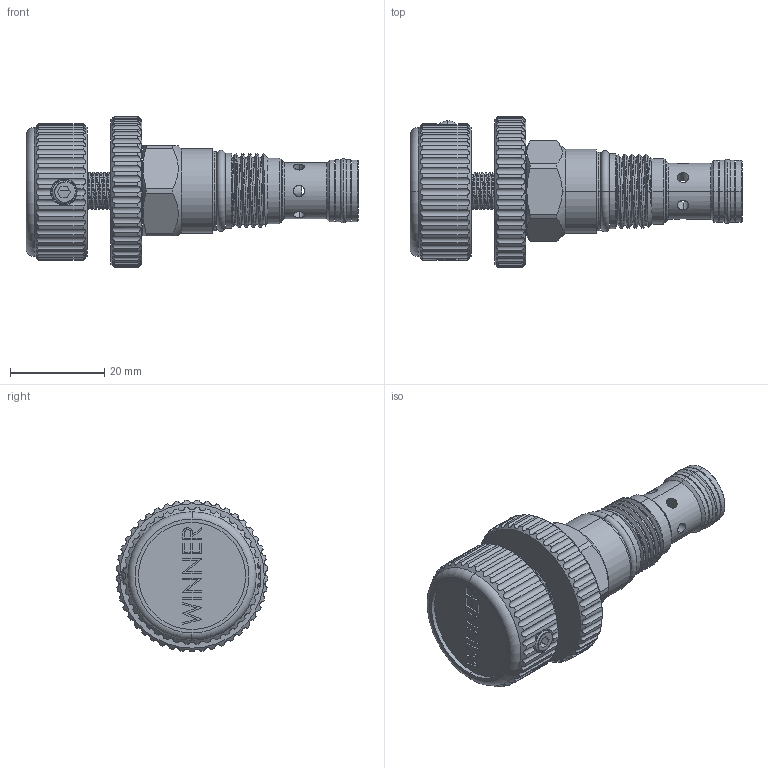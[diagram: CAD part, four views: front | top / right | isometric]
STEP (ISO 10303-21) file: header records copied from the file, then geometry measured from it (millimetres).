
FILE_DESCRIPTION (( 'STEP AP203' ), '1' );
FILE_NAME ('NV162A20-K.STEP', '2019-08-16T06:43:06', ( '' ), ( '' ), 'SwSTEP 2.0', 'SolidWorks 2018', '' );
FILE_SCHEMA (( 'CONFIG_CONTROL_DESIGN' ));
Length unit declared in the file: centimetre
Products named in the file (1): NV162A20-K
Bounding box: 70.34 x 32.2 x 32.18 mm (x, y, z)
Volume: 21143.4 mm3; surface area: 9429.5 mm2
Topology: 4 solids, 4 shells, 600 faces, 1648 edges, 1074 vertices
Faces by surface type: cylinder 361, plane 150, cone 60, torus 14, bspline 13, sphere 2
Entity records: 32129 total; most frequent: CARTESIAN_POINT 17527, ORIENTED_EDGE 3296, DIRECTION 2731, EDGE_CURVE 1648, VERTEX_POINT 1074, AXIS2_PLACEMENT_3D 1020, LINE 691, VECTOR 691
